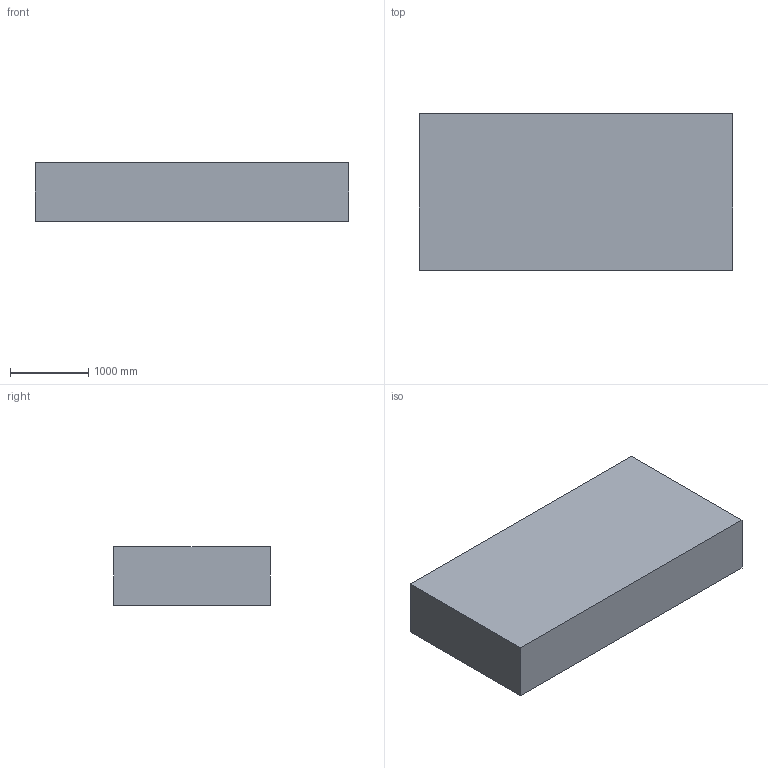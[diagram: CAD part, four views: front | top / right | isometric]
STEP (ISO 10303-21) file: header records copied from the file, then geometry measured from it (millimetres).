
FILE_DESCRIPTION((''),'2;1');
FILE_NAME('','2017-02-14T17:00:58',(''),(''),'','CADfix','');
FILE_SCHEMA(('CONFIG_CONTROL_DESIGN'));
Length unit declared in the file: metre
Bounding box: 4000 x 2000 x 750 mm (x, y, z)
Volume: 5967277610.6 mm3; surface area: 25196347 mm2
Topology: 1 solids, 1 shells, 8 faces, 16 edges, 11 vertices
Faces by surface type: plane 6, bspline 2
Entity records: 9580 total; most frequent: CARTESIAN_POINT 9330, ORIENTED_EDGE 32, DIRECTION 24, EDGE_CURVE 16, VECTOR 12, LINE 12, VERTEX_POINT 11, EDGE_LOOP 9
